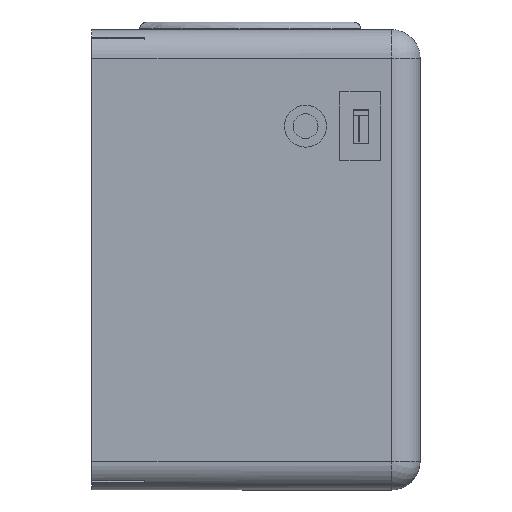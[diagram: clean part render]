
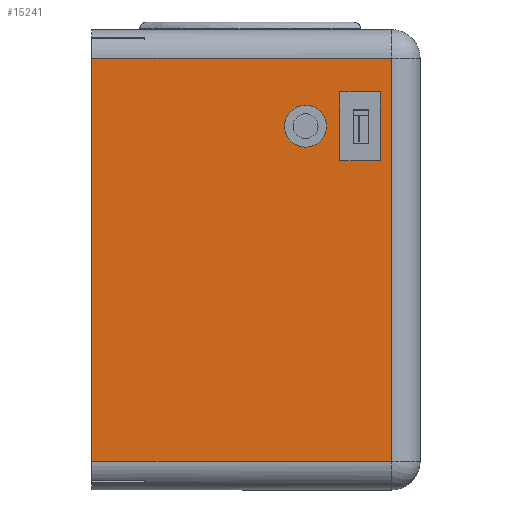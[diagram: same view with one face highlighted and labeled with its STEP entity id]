
A CAD part, left-side view. The second image highlights one B-rep face of the part: STEP entity #15241.
In plain terms, the highlighted planar face has unit normal (-1, 0, 0).
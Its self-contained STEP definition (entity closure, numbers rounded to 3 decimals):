
#587=FACE_BOUND('',#2595,.T.);
#588=FACE_BOUND('',#2596,.T.);
#899=CIRCLE('',#16463,5.5);
#1649=FACE_OUTER_BOUND('',#2594,.T.);
#2594=EDGE_LOOP('',(#12410,#12411,#12412,#12413));
#2595=EDGE_LOOP('',(#12414));
#2596=EDGE_LOOP('',(#12415,#12416,#12417,#12418));
#3824=LINE('',#24309,#5407);
#3828=LINE('',#24329,#5411);
#3832=LINE('',#24340,#5415);
#3837=LINE('',#24354,#5420);
#3838=LINE('',#24359,#5421);
#3839=LINE('',#24361,#5422);
#3840=LINE('',#24363,#5423);
#3841=LINE('',#24364,#5424);
#5407=VECTOR('',#19095,10.);
#5411=VECTOR('',#19117,10.);
#5415=VECTOR('',#19127,10.);
#5420=VECTOR('',#19142,10.);
#5421=VECTOR('',#19145,10.);
#5422=VECTOR('',#19146,10.);
#5423=VECTOR('',#19147,10.);
#5424=VECTOR('',#19148,10.);
#7000=VERTEX_POINT('',#24298);
#7004=VERTEX_POINT('',#24308);
#7009=VERTEX_POINT('',#24322);
#7011=VERTEX_POINT('',#24327);
#7020=VERTEX_POINT('',#24355);
#7021=VERTEX_POINT('',#24357);
#7022=VERTEX_POINT('',#24358);
#7023=VERTEX_POINT('',#24360);
#7024=VERTEX_POINT('',#24362);
#8893=EDGE_CURVE('',#7000,#7004,#3824,.T.);
#8903=EDGE_CURVE('',#7011,#7009,#3828,.T.);
#8909=EDGE_CURVE('',#7009,#7000,#3832,.T.);
#8916=EDGE_CURVE('',#7011,#7004,#3837,.T.);
#8917=EDGE_CURVE('',#7020,#7020,#899,.T.);
#8918=EDGE_CURVE('',#7021,#7022,#3838,.T.);
#8919=EDGE_CURVE('',#7022,#7023,#3839,.T.);
#8920=EDGE_CURVE('',#7023,#7024,#3840,.T.);
#8921=EDGE_CURVE('',#7024,#7021,#3841,.T.);
#12410=ORIENTED_EDGE('',*,*,#8893,.F.);
#12411=ORIENTED_EDGE('',*,*,#8909,.F.);
#12412=ORIENTED_EDGE('',*,*,#8903,.F.);
#12413=ORIENTED_EDGE('',*,*,#8916,.T.);
#12414=ORIENTED_EDGE('',*,*,#8917,.T.);
#12415=ORIENTED_EDGE('',*,*,#8918,.T.);
#12416=ORIENTED_EDGE('',*,*,#8919,.T.);
#12417=ORIENTED_EDGE('',*,*,#8920,.T.);
#12418=ORIENTED_EDGE('',*,*,#8921,.T.);
#14470=PLANE('',#16462);
#15241=ADVANCED_FACE('',(#1649,#587,#588),#14470,.T.);
#16462=AXIS2_PLACEMENT_3D('',#24353,#19140,#19141);
#16463=AXIS2_PLACEMENT_3D('',#24356,#19143,#19144);
#19095=DIRECTION('',(0.,0.,-1.));
#19117=DIRECTION('',(0.,0.,1.));
#19127=DIRECTION('',(0.,-1.,0.));
#19140=DIRECTION('center_axis',(-1.,0.,0.));
#19141=DIRECTION('ref_axis',(0.,1.,0.));
#19142=DIRECTION('',(0.,-1.,0.));
#19143=DIRECTION('center_axis',(1.,0.,0.));
#19144=DIRECTION('ref_axis',(0.,0.,-1.));
#19145=DIRECTION('',(0.,0.,-1.));
#19146=DIRECTION('',(0.,1.,0.));
#19147=DIRECTION('',(0.,0.,1.));
#19148=DIRECTION('',(0.,-1.,0.));
#24298=CARTESIAN_POINT('',(-60.3,-52.8,-2.5));
#24308=CARTESIAN_POINT('',(-60.3,-52.8,-81.));
#24309=CARTESIAN_POINT('',(-60.3,-52.8,0.));
#24322=CARTESIAN_POINT('',(-60.3,52.8,-2.5));
#24327=CARTESIAN_POINT('',(-60.3,52.8,-81.));
#24329=CARTESIAN_POINT('',(-60.3,52.8,0.));
#24340=CARTESIAN_POINT('',(-60.3,-30.15,-2.5));
#24353=CARTESIAN_POINT('Origin',(-60.3,-60.3,0.));
#24354=CARTESIAN_POINT('',(-60.3,0.,-81.));
#24355=CARTESIAN_POINT('',(-60.3,35.,-19.5));
#24356=CARTESIAN_POINT('Origin',(-60.3,35.,-25.));
#24357=CARTESIAN_POINT('',(-60.3,26.,-5.5));
#24358=CARTESIAN_POINT('',(-60.3,26.,-16.));
#24359=CARTESIAN_POINT('',(-60.3,26.,-2.75));
#24360=CARTESIAN_POINT('',(-60.3,44.,-16.));
#24361=CARTESIAN_POINT('',(-60.3,-17.15,-16.));
#24362=CARTESIAN_POINT('',(-60.3,44.,-5.5));
#24363=CARTESIAN_POINT('',(-60.3,44.,-8.));
#24364=CARTESIAN_POINT('',(-60.3,-8.15,-5.5));
